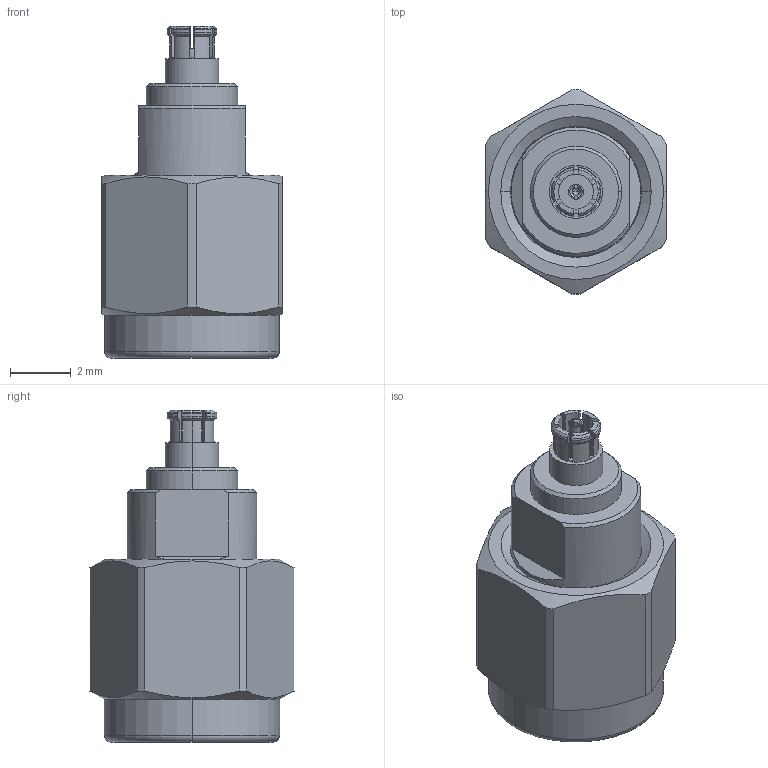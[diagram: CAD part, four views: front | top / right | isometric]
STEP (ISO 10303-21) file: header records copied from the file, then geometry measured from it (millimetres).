
FILE_DESCRIPTION (( 'STEP AP214' ), '1' );
FILE_NAME ('CT-AF1M-LN1, Defeatured.STEP', '2024-10-10T18:29:56', ( '' ), ( '' ), 'SwSTEP 2.0', 'SolidWorks 2021', '' );
FILE_SCHEMA (( 'AUTOMOTIVE_DESIGN' ));
Length unit declared in the file: inch
Products named in the file (1): CT-AF1M-LN1, Defeatured
Bounding box: 5.94 x 6.7 x 10.9 mm (x, y, z)
Volume: 181.8 mm3; surface area: 372.4 mm2
Topology: 2 solids, 2 shells, 190 faces, 488 edges, 311 vertices
Faces by surface type: plane 67, cylinder 57, cone 50, torus 16
Entity records: 8728 total; most frequent: CARTESIAN_POINT 1608, DIRECTION 998, ORIENTED_EDGE 972, EDGE_CURVE 486, AXIS2_PLACEMENT_3D 403, VERTEX_POINT 311, CIRCLE 212, EDGE_LOOP 203
